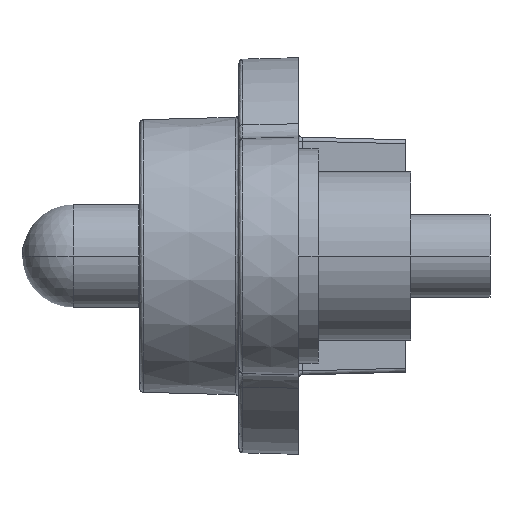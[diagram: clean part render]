
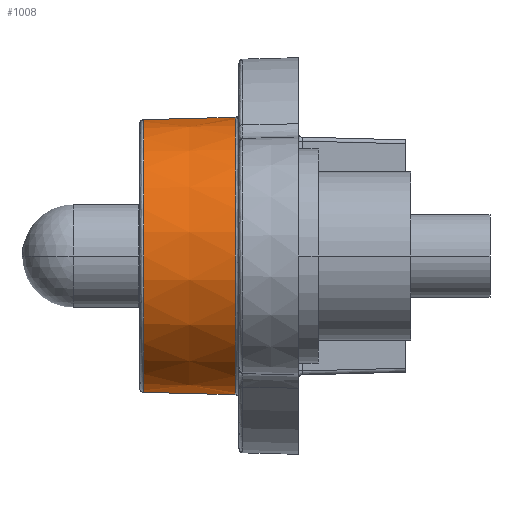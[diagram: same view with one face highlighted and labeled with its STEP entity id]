
A CAD part, left-side view. The second image highlights one B-rep face of the part: STEP entity #1008.
In plain terms, the highlighted conical face has half-angle 1.5 degrees and reference radius 3.497 mm.
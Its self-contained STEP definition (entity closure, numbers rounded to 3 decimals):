
#59 = FACE_OUTER_BOUND ( 'NONE', #1646, .T. ) ;
#122 = ORIENTED_EDGE ( 'NONE', *, *, #2390, .T. ) ;
#425 = DIRECTION ( 'NONE',  ( 0., 0., -1. ) ) ;
#458 = DIRECTION ( 'NONE',  ( 0., -1., -0.026 ) ) ;
#562 = DIRECTION ( 'NONE',  ( 0., 0., -1. ) ) ;
#614 = VECTOR ( 'NONE', #458, 1000. ) ;
#761 = LINE ( 'NONE', #1882, #3559 ) ;
#806 = CARTESIAN_POINT ( 'NONE',  ( 0., 3.903, -3.437 ) ) ;
#911 = DIRECTION ( 'NONE',  ( 0., 0., -1. ) ) ;
#1008 = ADVANCED_FACE ( 'NONE', ( #59 ), #2076, .T. ) ;
#1337 = ORIENTED_EDGE ( 'NONE', *, *, #2960, .T. ) ;
#1366 = AXIS2_PLACEMENT_3D ( 'NONE', #2032, #3445, #911 ) ;
#1646 = EDGE_LOOP ( 'NONE', ( #2033, #2891, #1337, #122 ) ) ;
#1748 = CARTESIAN_POINT ( 'NONE',  ( 0., 1.597, -3.497 ) ) ;
#1882 = CARTESIAN_POINT ( 'NONE',  ( 0., -499000., 13070.314 ) ) ;
#2032 = CARTESIAN_POINT ( 'NONE',  ( 0., 1.597, 0. ) ) ;
#2033 = ORIENTED_EDGE ( 'NONE', *, *, #2395, .T. ) ;
#2076 = CONICAL_SURFACE ( 'NONE', #2623, 3.497, 0.026 ) ;
#2117 = CARTESIAN_POINT ( 'NONE',  ( 0., -499000., -13070.314 ) ) ;
#2179 = EDGE_CURVE ( 'NONE', #3630, #2587, #2859, .T. ) ;
#2249 = DIRECTION ( 'NONE',  ( 0., -1., 0. ) ) ;
#2268 = CARTESIAN_POINT ( 'NONE',  ( 0., 1.597, 0. ) ) ;
#2390 = EDGE_CURVE ( 'NONE', #3446, #2478, #2797, .T. ) ;
#2395 = EDGE_CURVE ( 'NONE', #2478, #3630, #2673, .T. ) ;
#2478 = VERTEX_POINT ( 'NONE', #806 ) ;
#2587 = VERTEX_POINT ( 'NONE', #2874 ) ;
#2623 = AXIS2_PLACEMENT_3D ( 'NONE', #2268, #2249, #562 ) ;
#2673 = LINE ( 'NONE', #2117, #614 ) ;
#2797 = CIRCLE ( 'NONE', #3034, 3.437 ) ;
#2859 = CIRCLE ( 'NONE', #1366, 3.497 ) ;
#2874 = CARTESIAN_POINT ( 'NONE',  ( 0., 1.597, 3.497 ) ) ;
#2891 = ORIENTED_EDGE ( 'NONE', *, *, #2179, .T. ) ;
#2950 = DIRECTION ( 'NONE',  ( 0., -1., 0. ) ) ;
#2960 = EDGE_CURVE ( 'NONE', #2587, #3446, #761, .T. ) ;
#3020 = DIRECTION ( 'NONE',  ( 0., 1., -0.026 ) ) ;
#3034 = AXIS2_PLACEMENT_3D ( 'NONE', #3230, #2950, #425 ) ;
#3230 = CARTESIAN_POINT ( 'NONE',  ( 0., 3.903, 0. ) ) ;
#3384 = CARTESIAN_POINT ( 'NONE',  ( 0., 3.903, 3.437 ) ) ;
#3445 = DIRECTION ( 'NONE',  ( 0., 1., 0. ) ) ;
#3446 = VERTEX_POINT ( 'NONE', #3384 ) ;
#3559 = VECTOR ( 'NONE', #3020, 1000. ) ;
#3630 = VERTEX_POINT ( 'NONE', #1748 ) ;
